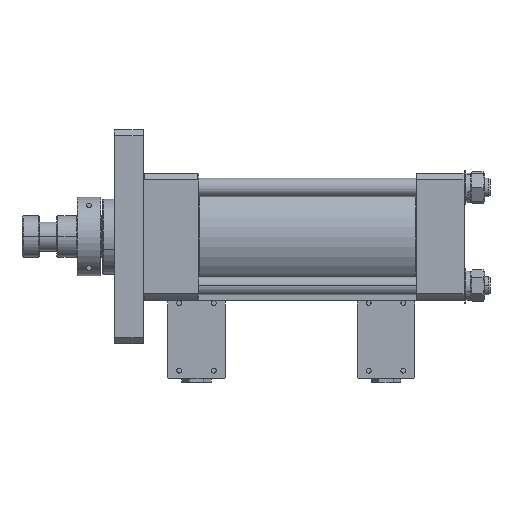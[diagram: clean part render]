
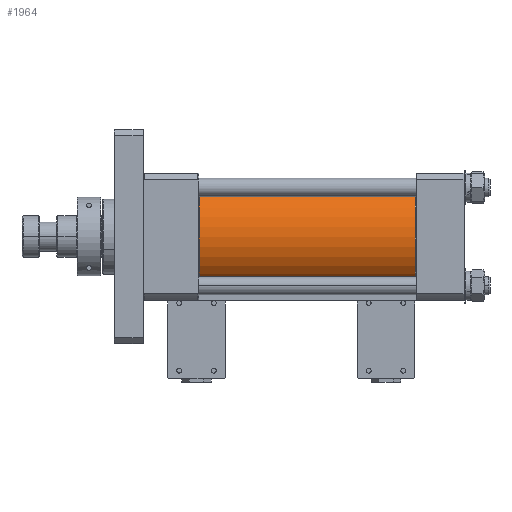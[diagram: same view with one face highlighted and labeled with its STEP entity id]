
A CAD part, front view. The second image highlights one B-rep face of the part: STEP entity #1964.
In plain terms, the highlighted cylindrical face has radius 50 mm (diameter 100 mm), a partial arc.
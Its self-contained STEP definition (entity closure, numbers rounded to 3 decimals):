
#1963 = EDGE_CURVE ( '����2', #2019, #2023, #35161, .T. ) ;
#1964 = ADVANCED_FACE ( '��1', ( #35153 ), #35152, .T. ) ;
#1965 = EDGE_LOOP ( 'NONE', ( #1966, #1994, #1997, #1998 ) ) ;
#1966 = ORIENTED_EDGE ( 'NONE', *, *, #2018, .F. ) ;
#1992 = VERTEX_POINT ( 'NONE', #35066 ) ;
#1993 = VERTEX_POINT ( 'NONE', #35065 ) ;
#1994 = ORIENTED_EDGE ( 'NONE', *, *, #1996, .T. ) ;
#1996 = EDGE_CURVE ( '����3', #1992, #1993, #35063, .T. ) ;
#1997 = ORIENTED_EDGE ( 'NONE', *, *, #2025, .T. ) ;
#1998 = ORIENTED_EDGE ( 'NONE', *, *, #1963, .F. ) ;
#2018 = EDGE_CURVE ( 'NONE', #1992, #2019, #35140, .T. ) ;
#2019 = VERTEX_POINT ( 'NONE', #35136 ) ;
#2023 = VERTEX_POINT ( 'NONE', #35129 ) ;
#2025 = EDGE_CURVE ( 'NONE', #1993, #2023, #35128, .T. ) ;
#35059 = DIRECTION ( 'NONE',  ( 0., 0., -1. ) ) ;
#35060 = DIRECTION ( 'NONE',  ( 1., 0., 0. ) ) ;
#35061 = CARTESIAN_POINT ( 'NONE',  ( -187.5, 0., 0. ) ) ;
#35062 = AXIS2_PLACEMENT_3D ( 'NONE', #35061, #35060, #35059 ) ;
#35063 = CIRCLE ( 'NONE', #35062, 50. ) ;
#35065 = CARTESIAN_POINT ( 'NONE',  ( -187.5, 0., -50. ) ) ;
#35066 = CARTESIAN_POINT ( 'NONE',  ( -187.5, 0., 50. ) ) ;
#35125 = DIRECTION ( 'NONE',  ( 1., 0., 0. ) ) ;
#35126 = VECTOR ( 'NONE', #35125, 1000. ) ;
#35127 = CARTESIAN_POINT ( 'NONE',  ( 0., 0., -50. ) ) ;
#35128 = LINE ( 'NONE', #35127, #35126 ) ;
#35129 = CARTESIAN_POINT ( 'NONE',  ( -0.5, 0., -50. ) ) ;
#35136 = CARTESIAN_POINT ( 'NONE',  ( -0.5, 0., 50. ) ) ;
#35137 = DIRECTION ( 'NONE',  ( 1., 0., 0. ) ) ;
#35138 = VECTOR ( 'NONE', #35137, 1000. ) ;
#35139 = CARTESIAN_POINT ( 'NONE',  ( 0., 0., 50. ) ) ;
#35140 = LINE ( 'NONE', #35139, #35138 ) ;
#35147 = DIRECTION ( 'NONE',  ( 0., 0., -1. ) ) ;
#35148 = DIRECTION ( 'NONE',  ( 1., 0., 0. ) ) ;
#35149 = CARTESIAN_POINT ( 'NONE',  ( 0., 0., 0. ) ) ;
#35150 = AXIS2_PLACEMENT_3D ( 'NONE', #35149, #35148, #35147 ) ;
#35152 = CYLINDRICAL_SURFACE ( 'NONE', #35150, 50. ) ;
#35153 = FACE_OUTER_BOUND ( 'NONE', #1965, .T. ) ;
#35154 = DIRECTION ( 'NONE',  ( 0., 0., -1. ) ) ;
#35155 = DIRECTION ( 'NONE',  ( 1., 0., 0. ) ) ;
#35156 = CARTESIAN_POINT ( 'NONE',  ( -0.5, 0., 0. ) ) ;
#35157 = AXIS2_PLACEMENT_3D ( 'NONE', #35156, #35155, #35154 ) ;
#35161 = CIRCLE ( 'NONE', #35157, 50. ) ;
